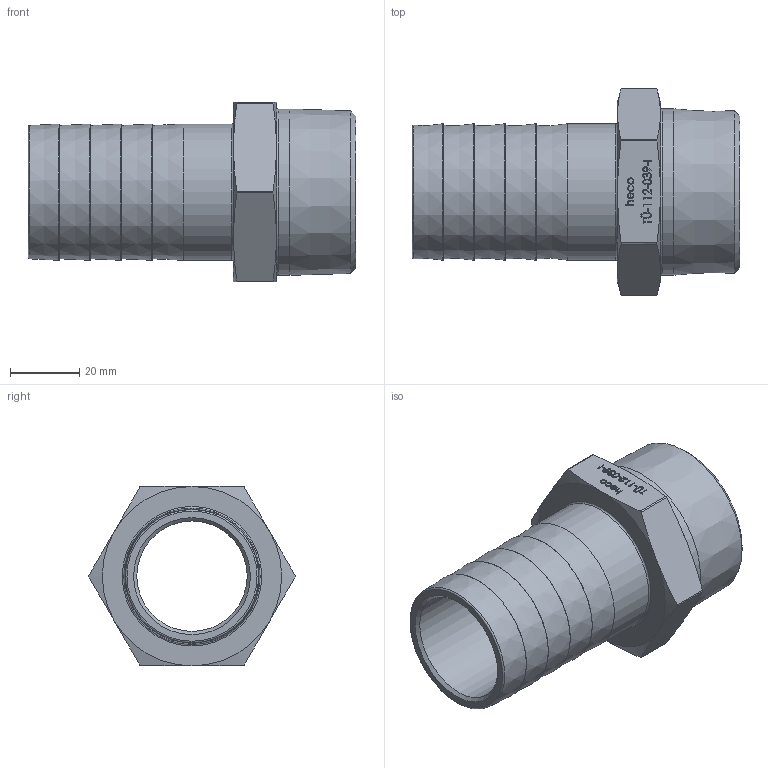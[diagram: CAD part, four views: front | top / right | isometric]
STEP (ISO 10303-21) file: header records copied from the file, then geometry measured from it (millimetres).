
FILE_DESCRIPTION (( 'STEP AP214' ), '1' );
FILE_NAME ('heco TÜ-112-039-I.STEP', '2016-01-13T09:22:39', ( 'test' ), ( '' ), 'SwSTEP 2.0', 'SolidWorks 2011', '' );
FILE_SCHEMA (( 'AUTOMOTIVE_DESIGN' ));
Length unit declared in the file: millimetre
Products named in the file (1): heco TÜ-112-039-I
Bounding box: 95 x 59.9 x 52.1 mm (x, y, z)
Volume: 54575 mm3; surface area: 25700.9 mm2
Topology: 1 solids, 1 shells, 234 faces, 588 edges, 384 vertices
Faces by surface type: plane 103, bspline 88, cone 22, torus 11, cylinder 10
Full cylindrical faces by diameter (mm): 32 x1, 38.4 x1, 39.5 x1, 48.203 x1
Entity records: 13881 total; most frequent: CARTESIAN_POINT 6510, ORIENTED_EDGE 1114, DIRECTION 683, EDGE_CURVE 557, VERTEX_POINT 378, VECTOR 301, LINE 301, EDGE_LOOP 289
